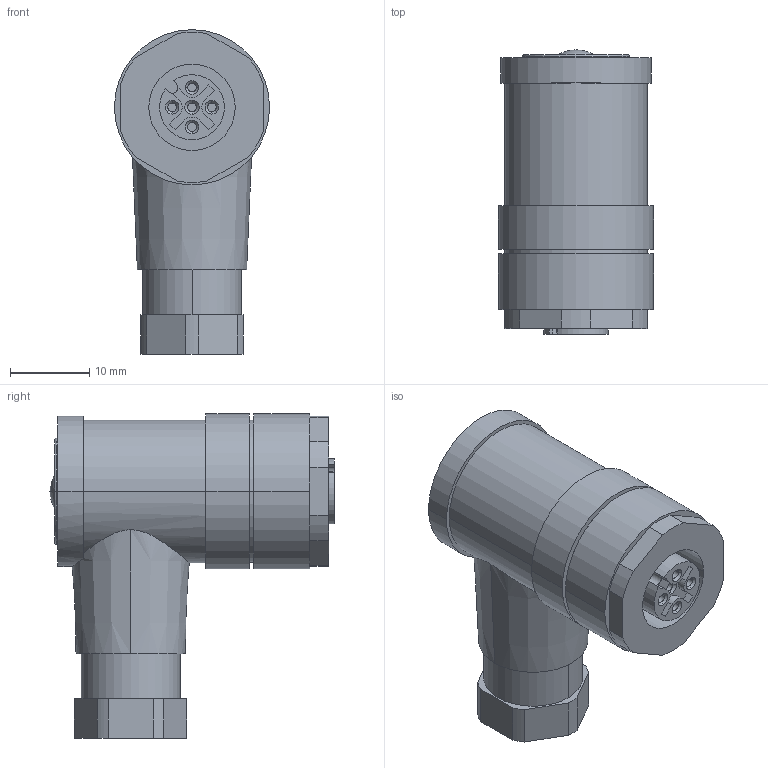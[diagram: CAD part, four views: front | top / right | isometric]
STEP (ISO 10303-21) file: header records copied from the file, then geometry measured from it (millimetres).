
FILE_DESCRIPTION(('Creo Elements/Direct Modeling STEP Export'),'2;1');
FILE_NAME('model.stp','2019-02-06T 4:26:01',(''),(''),'Creo Elements/Direct Modeling STEP processor for AP214 (Solid Model)','Creo Elements/Direct Modeling 18.1I 14-Aug-2016 (C) Parametric Technology GmbH','');
FILE_SCHEMA(('AUTOMOTIVE_DESIGN { 1 0 10303 214 1 1 1 1 }'));
Length unit declared in the file: millimetre
Products named in the file (3): ANGULAR_HOUSING-select; INSERT-select; SACC_M12FR_5CON_PG_7-select
Assembly tree (2 placements, depth 2):
  SACC_M12FR_5CON_PG_7-select
    INSERT-select
    ANGULAR_HOUSING-select
Bounding box: 19.6 x 35.9 x 41 mm (x, y, z)
Volume: 12188 mm3; surface area: 4740.9 mm2
Topology: 2 solids, 2 shells, 114 faces, 286 edges, 189 vertices
Faces by surface type: cylinder 48, plane 46, cone 12, torus 6, sphere 2
Entity records: 4241 total; most frequent: CARTESIAN_POINT 632, ORIENTED_EDGE 568, DIRECTION 534, EDGE_CURVE 284, AXIS2_PLACEMENT_3D 199, VERTEX_POINT 189, VECTOR 136, LINE 136
